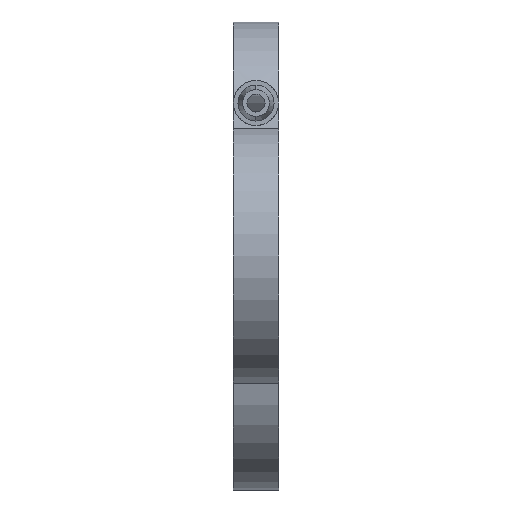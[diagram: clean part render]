
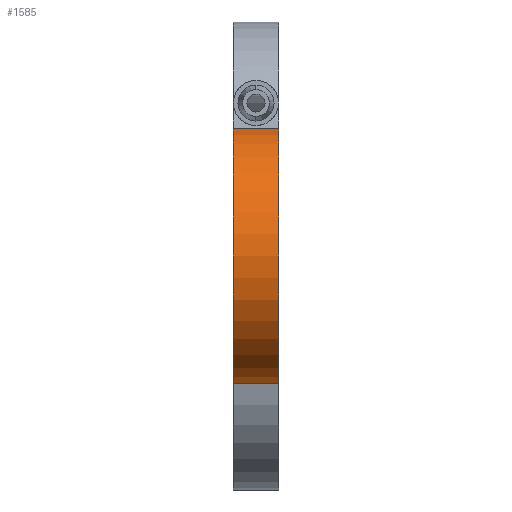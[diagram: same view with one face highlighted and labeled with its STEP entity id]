
A CAD part, front view. The second image highlights one B-rep face of the part: STEP entity #1585.
In plain terms, the highlighted cylindrical face has radius 14.362 mm (diameter 28.724 mm), a partial arc.
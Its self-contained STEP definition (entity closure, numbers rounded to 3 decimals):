
#64 = VERTEX_POINT ( 'NONE', #1526 ) ;
#122 = DIRECTION ( 'NONE',  ( 0., 0., 1. ) ) ;
#126 = VERTEX_POINT ( 'NONE', #1190 ) ;
#294 = CARTESIAN_POINT ( 'NONE',  ( 2.5, -11.638, 0. ) ) ;
#467 = DIRECTION ( 'NONE',  ( -1., 0., 0. ) ) ;
#480 = FACE_OUTER_BOUND ( 'NONE', #724, .T. ) ;
#499 = CIRCLE ( 'NONE', #1030, 14.362 ) ;
#526 = VECTOR ( 'NONE', #564, 1000. ) ;
#564 = DIRECTION ( 'NONE',  ( -1., 0., 0. ) ) ;
#614 = ORIENTED_EDGE ( 'NONE', *, *, #1081, .F. ) ;
#670 = ORIENTED_EDGE ( 'NONE', *, *, #1779, .T. ) ;
#675 = VECTOR ( 'NONE', #1803, 1000. ) ;
#706 = AXIS2_PLACEMENT_3D ( 'NONE', #860, #1566, #1203 ) ;
#724 = EDGE_LOOP ( 'NONE', ( #670, #614, #1909, #797 ) ) ;
#797 = ORIENTED_EDGE ( 'NONE', *, *, #1721, .T. ) ;
#860 = CARTESIAN_POINT ( 'NONE',  ( 2.5, -11.638, 0. ) ) ;
#926 = CARTESIAN_POINT ( 'NONE',  ( -2.5, -11.638, 0. ) ) ;
#1030 = AXIS2_PLACEMENT_3D ( 'NONE', #926, #2100, #1437 ) ;
#1074 = LINE ( 'NONE', #1609, #675 ) ;
#1081 = EDGE_CURVE ( 'NONE', #64, #1101, #1449, .T. ) ;
#1101 = VERTEX_POINT ( 'NONE', #2189 ) ;
#1190 = CARTESIAN_POINT ( 'NONE',  ( 2.5, -14.142, 14.142 ) ) ;
#1203 = DIRECTION ( 'NONE',  ( 0., 0., -1. ) ) ;
#1212 = CIRCLE ( 'NONE', #706, 14.362 ) ;
#1305 = CYLINDRICAL_SURFACE ( 'NONE', #2040, 14.362 ) ;
#1325 = VERTEX_POINT ( 'NONE', #2073 ) ;
#1437 = DIRECTION ( 'NONE',  ( 0., 0., -1. ) ) ;
#1449 = LINE ( 'NONE', #2101, #526 ) ;
#1526 = CARTESIAN_POINT ( 'NONE',  ( 2.5, -14.142, -14.142 ) ) ;
#1566 = DIRECTION ( 'NONE',  ( 1., 0., 0. ) ) ;
#1585 = ADVANCED_FACE ( 'NONE', ( #480 ), #1305, .T. ) ;
#1609 = CARTESIAN_POINT ( 'NONE',  ( 2.5, -14.142, 14.142 ) ) ;
#1721 = EDGE_CURVE ( 'NONE', #126, #1325, #1074, .T. ) ;
#1779 = EDGE_CURVE ( 'NONE', #1325, #1101, #499, .T. ) ;
#1803 = DIRECTION ( 'NONE',  ( -1., 0., 0. ) ) ;
#1909 = ORIENTED_EDGE ( 'NONE', *, *, #2058, .F. ) ;
#2040 = AXIS2_PLACEMENT_3D ( 'NONE', #294, #467, #122 ) ;
#2058 = EDGE_CURVE ( 'NONE', #126, #64, #1212, .T. ) ;
#2073 = CARTESIAN_POINT ( 'NONE',  ( -2.5, -14.142, 14.142 ) ) ;
#2100 = DIRECTION ( 'NONE',  ( 1., 0., 0. ) ) ;
#2101 = CARTESIAN_POINT ( 'NONE',  ( 2.5, -14.142, -14.142 ) ) ;
#2189 = CARTESIAN_POINT ( 'NONE',  ( -2.5, -14.142, -14.142 ) ) ;
